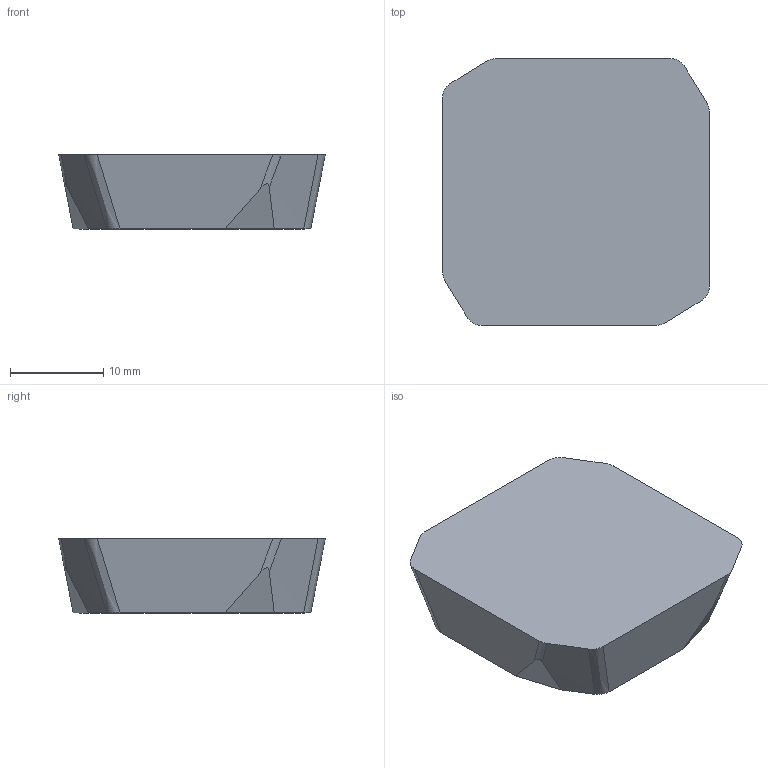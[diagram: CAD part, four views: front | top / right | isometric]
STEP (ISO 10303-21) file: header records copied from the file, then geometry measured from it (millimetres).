
FILE_DESCRIPTION(/* description */ (''),/* implementation_level */ '2;1');
FILE_NAME(/* name */ '1588853530440.stp',/* time_stamp */ '2020-05-07T17:42:21+05:00',/* author */ (''),/* organization */ ('SMS'),/* preprocessor_version */ 'ST-DEVELOPER v16.7',/* originating_system */ 'SIEMENS PLM Software NX 12.0',/* authorisation */ '');
FILE_SCHEMA (('AUTOMOTIVE_DESIGN { 1 0 10303 214 3 1 1 1 }'));
Length unit declared in the file: millimetre
Products named in the file (1): 202912072mod000_00
Bounding box: 28.52 x 28.52 x 7.94 mm (x, y, z)
Volume: 5431.9 mm3; surface area: 2160.5 mm2
Topology: 1 solids, 1 shells, 34 faces, 94 edges, 65 vertices
Faces by surface type: plane 18, bspline 8, extrusion 4, cylinder 4
Entity records: 1533 total; most frequent: CARTESIAN_POINT 720, ORIENTED_EDGE 186, DIRECTION 113, EDGE_CURVE 93, VERTEX_POINT 62, B_SPLINE_CURVE_WITH_KNOTS 51, VECTOR 39, AXIS2_PLACEMENT_3D 37
